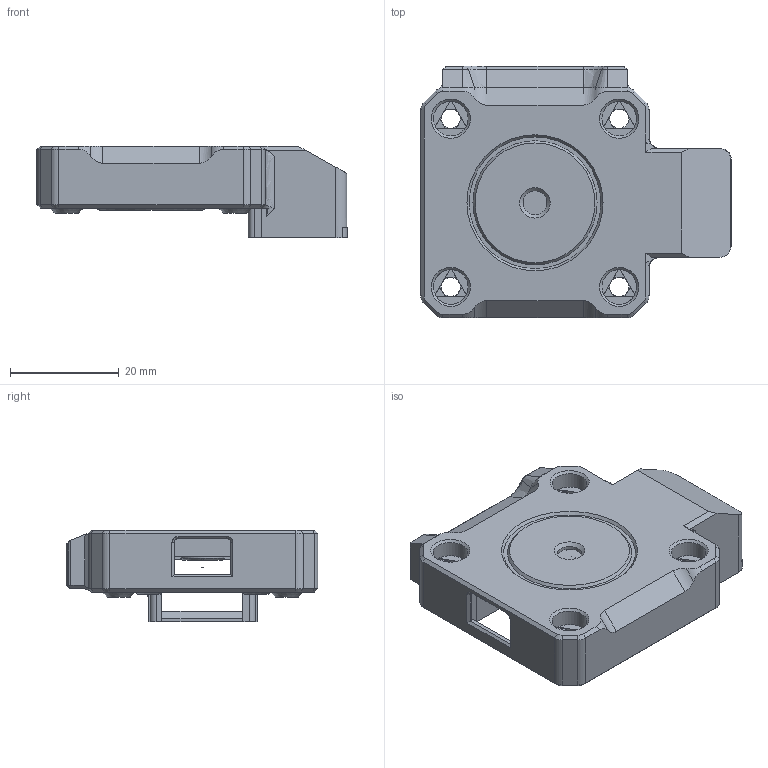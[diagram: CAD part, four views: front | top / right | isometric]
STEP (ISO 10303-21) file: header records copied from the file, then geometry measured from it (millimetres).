
FILE_DESCRIPTION(/* description */ (''),/* implementation_level */ '2;1');
FILE_NAME(/* name */ 'Lamarc N4Pro Double Shear Limit Cover - WoodWorker remix.step',/* time_stamp */ '2025-05-15T21:40:03-04:00',/* author */ (''),/* organization */ (''),/* preprocessor_version */ 'ST-DEVELOPER v20.1',/* originating_system */ 'Autodesk Translation Framework v14.4.0.0',/* authorisation */ '');
FILE_SCHEMA (('AUTOMOTIVE_DESIGN { 1 0 10303 214 3 1 1 }'));
Length unit declared in the file: millimetre
Products named in the file (1): Lamarc N4Pro Double Shear Limit (1)
Bounding box: 57.02 x 46.22 x 16.89 mm (x, y, z)
Volume: 17276.6 mm3; surface area: 8741.1 mm2
Topology: 2 solids, 3 shells, 303 faces, 763 edges, 475 vertices
Faces by surface type: plane 201, cylinder 48, cone 36, bspline 18
Full cylindrical faces by diameter (mm): 3.5 x4, 4.2 x2, 4.4 x2, 6.397 x4
Entity records: 9477 total; most frequent: CARTESIAN_POINT 2155, ORIENTED_EDGE 1526, DIRECTION 1487, EDGE_CURVE 763, LINE 531, VECTOR 531, AXIS2_PLACEMENT_3D 478, VERTEX_POINT 475
